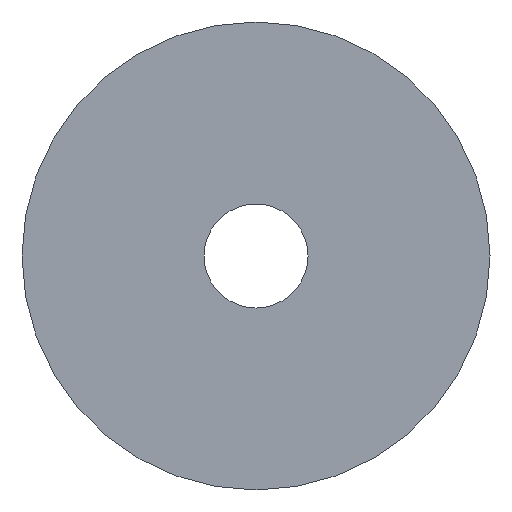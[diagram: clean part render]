
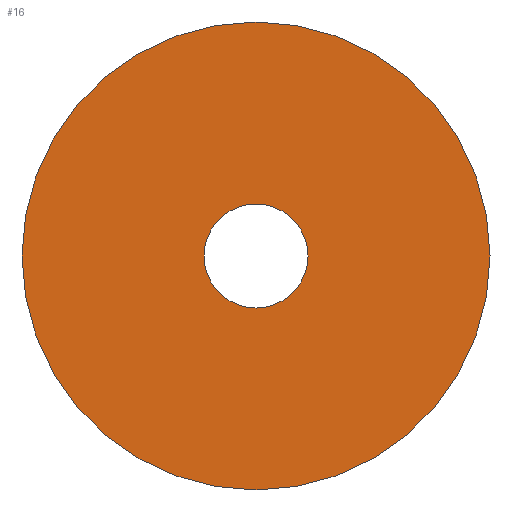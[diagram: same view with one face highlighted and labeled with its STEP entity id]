
A CAD part, front view. The second image highlights one B-rep face of the part: STEP entity #16.
In plain terms, the highlighted planar face has unit normal (0, -1, 0).
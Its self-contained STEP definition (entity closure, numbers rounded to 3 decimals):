
#16 = ADVANCED_FACE ( 'NONE', ( #2659, #1802 ), #722, .T. ) ;
#64 = EDGE_CURVE ( 'NONE', #754, #1928, #3346, .T. ) ;
#109 = CARTESIAN_POINT ( 'NONE',  ( 18., -1.5, 0. ) ) ;
#114 = ORIENTED_EDGE ( 'NONE', *, *, #64, .T. ) ;
#156 = EDGE_LOOP ( 'NONE', ( #595, #617 ) ) ;
#238 = ORIENTED_EDGE ( 'NONE', *, *, #391, .T. ) ;
#257 = CIRCLE ( 'NONE', #2295, 4. ) ;
#261 = DIRECTION ( 'NONE',  ( 1., 0., 0. ) ) ;
#391 = EDGE_CURVE ( 'NONE', #1928, #754, #1015, .T. ) ;
#595 = ORIENTED_EDGE ( 'NONE', *, *, #984, .T. ) ;
#617 = ORIENTED_EDGE ( 'NONE', *, *, #3154, .T. ) ;
#661 = AXIS2_PLACEMENT_3D ( 'NONE', #765, #1879, #3213 ) ;
#722 = PLANE ( 'NONE',  #1081 ) ;
#734 = DIRECTION ( 'NONE',  ( 0., 1., 0. ) ) ;
#754 = VERTEX_POINT ( 'NONE', #3539 ) ;
#765 = CARTESIAN_POINT ( 'NONE',  ( 0., -1.5, 0. ) ) ;
#984 = EDGE_CURVE ( 'NONE', #2856, #2587, #257, .T. ) ;
#988 = CIRCLE ( 'NONE', #1918, 4. ) ;
#1015 = CIRCLE ( 'NONE', #661, 18. ) ;
#1081 = AXIS2_PLACEMENT_3D ( 'NONE', #3457, #3286, #1836 ) ;
#1086 = DIRECTION ( 'NONE',  ( 0., -1., 0. ) ) ;
#1134 = EDGE_LOOP ( 'NONE', ( #114, #238 ) ) ;
#1394 = CARTESIAN_POINT ( 'NONE',  ( 0., -1.5, 0. ) ) ;
#1777 = AXIS2_PLACEMENT_3D ( 'NONE', #2267, #1086, #261 ) ;
#1802 = FACE_OUTER_BOUND ( 'NONE', #1134, .T. ) ;
#1836 = DIRECTION ( 'NONE',  ( 1., 0., 0. ) ) ;
#1879 = DIRECTION ( 'NONE',  ( 0., -1., 0. ) ) ;
#1918 = AXIS2_PLACEMENT_3D ( 'NONE', #3236, #734, #2888 ) ;
#1928 = VERTEX_POINT ( 'NONE', #109 ) ;
#2267 = CARTESIAN_POINT ( 'NONE',  ( 0., -1.5, 0. ) ) ;
#2295 = AXIS2_PLACEMENT_3D ( 'NONE', #1394, #2538, #3616 ) ;
#2538 = DIRECTION ( 'NONE',  ( 0., 1., 0. ) ) ;
#2587 = VERTEX_POINT ( 'NONE', #3613 ) ;
#2659 = FACE_BOUND ( 'NONE', #156, .T. ) ;
#2856 = VERTEX_POINT ( 'NONE', #2947 ) ;
#2888 = DIRECTION ( 'NONE',  ( -1., 0., 0. ) ) ;
#2947 = CARTESIAN_POINT ( 'NONE',  ( -4., -1.5, 0. ) ) ;
#3154 = EDGE_CURVE ( 'NONE', #2587, #2856, #988, .T. ) ;
#3213 = DIRECTION ( 'NONE',  ( 1., 0., 0. ) ) ;
#3236 = CARTESIAN_POINT ( 'NONE',  ( 0., -1.5, 0. ) ) ;
#3286 = DIRECTION ( 'NONE',  ( 0., -1., 0. ) ) ;
#3346 = CIRCLE ( 'NONE', #1777, 18. ) ;
#3457 = CARTESIAN_POINT ( 'NONE',  ( 0., -1.5, 0. ) ) ;
#3539 = CARTESIAN_POINT ( 'NONE',  ( -18., -1.5, 0. ) ) ;
#3613 = CARTESIAN_POINT ( 'NONE',  ( 4., -1.5, 0. ) ) ;
#3616 = DIRECTION ( 'NONE',  ( -1., 0., 0. ) ) ;
